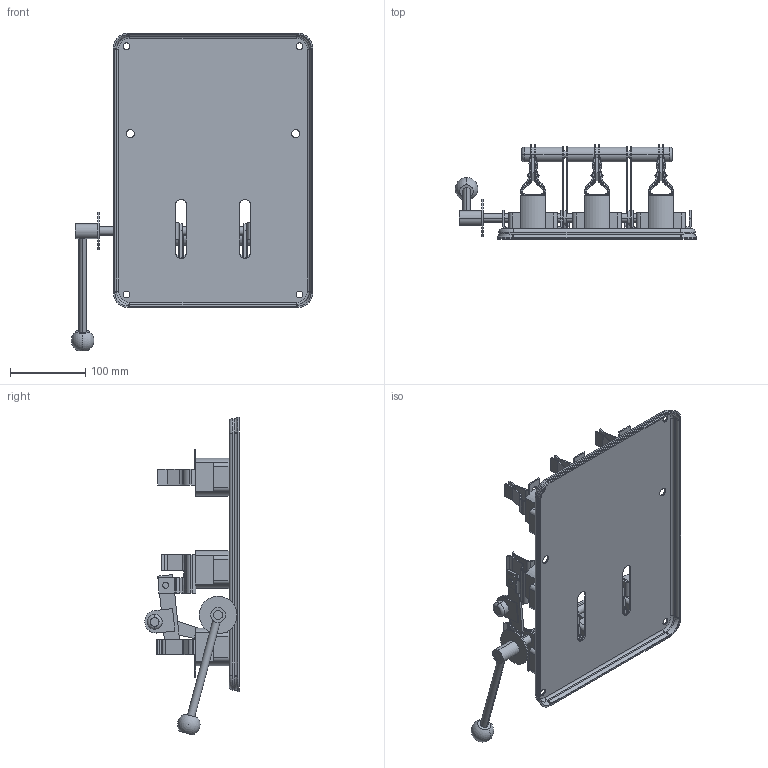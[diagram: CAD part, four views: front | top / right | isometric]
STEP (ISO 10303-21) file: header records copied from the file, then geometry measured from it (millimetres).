
FILE_DESCRIPTION (( 'STEP AP203' ), '1' );
FILE_NAME ('Ðàçúåäèíèòåëü ÐÏÁ-1 100À ëåâûé ïðèâîä, áåç ÏÏÍ (rpb-100l).STEP', '2018-09-04T06:55:05', ( '' ), ( '' ), 'SwSTEP 2.0', 'SolidWorks 2017', '' );
FILE_SCHEMA (( 'CONFIG_CONTROL_DESIGN' ));
Length unit declared in the file: millimetre
Products named in the file (1): Ðàçúåäèíèòåëü ÐÏÁ-1 100À ëåâûé ïðèâîä, áåç ÏÏÍ (rpb-100l)
Bounding box: 320.95 x 125.39 x 422.7 mm (x, y, z)
Volume: 1278083.7 mm3; surface area: 452960.4 mm2
Topology: 36 solids, 36 shells, 1395 faces, 3269 edges, 1965 vertices
Faces by surface type: plane 896, cylinder 461, bspline 24, torus 12, sphere 2
Entity records: 40372 total; most frequent: CARTESIAN_POINT 7928, DIRECTION 6941, ORIENTED_EDGE 6528, EDGE_CURVE 3264, AXIS2_PLACEMENT_3D 2353, LINE 2235, VECTOR 2235, VERTEX_POINT 1962
